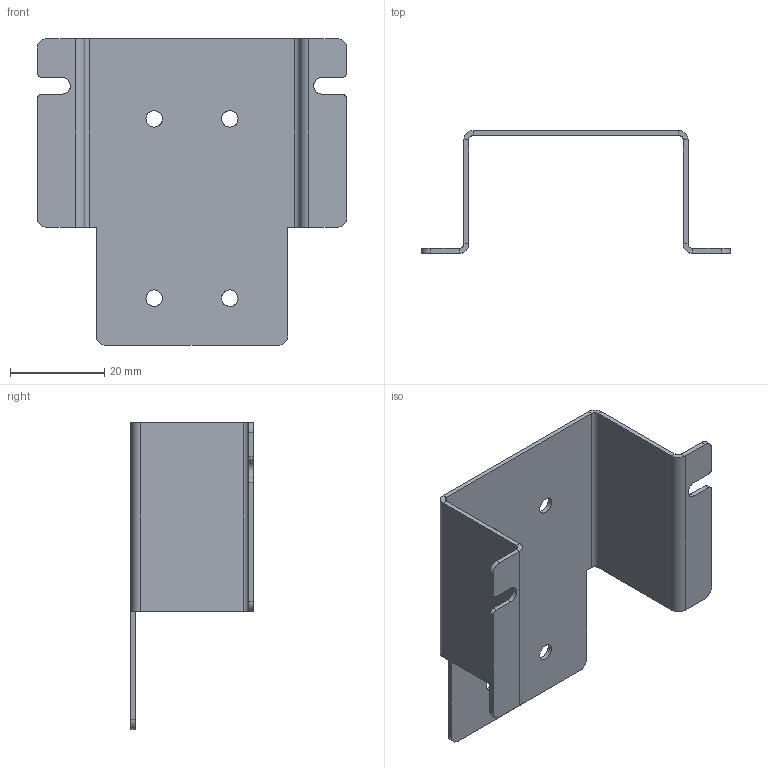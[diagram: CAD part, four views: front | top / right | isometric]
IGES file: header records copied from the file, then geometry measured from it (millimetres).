
Global section: file name: Adapter CS60 BEK-FL; native system: Autodesk Inventor 2020; preprocessor: unknown; author: S. Sandt; organization: di-soric GmbH & Co. KG; date: 20200702.071821; units: millimetre
Bounding box: 65.5 x 26 x 65 mm (x, y, z)
Volume: 5438.8 mm3; surface area: 11295.2 mm2
Topology: 1 solids, 1 shells, 56 faces, 150 edges, 96 vertices
Faces by surface type: bspline 56
